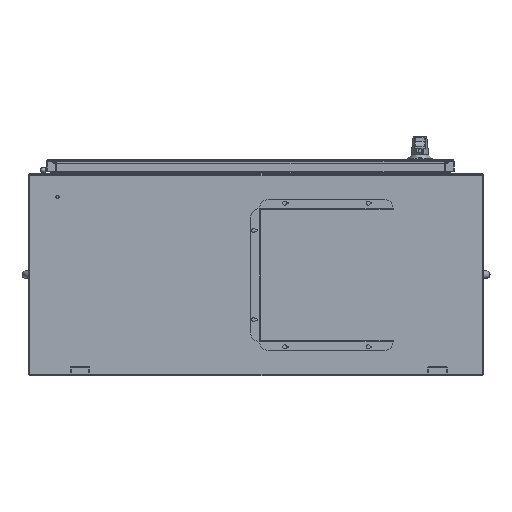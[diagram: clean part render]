
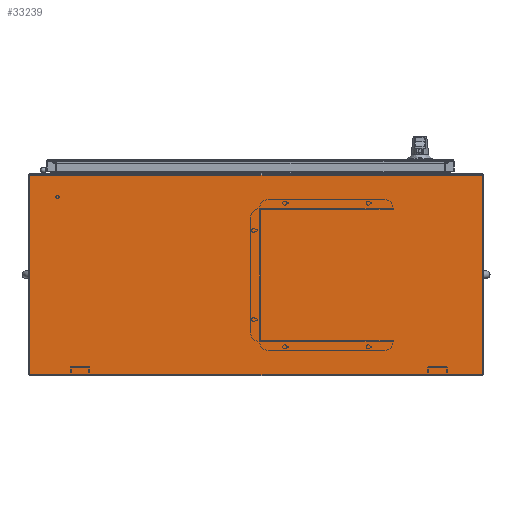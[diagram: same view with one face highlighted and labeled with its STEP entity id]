
A CAD part, front view. The second image highlights one B-rep face of the part: STEP entity #33239.
In plain terms, the highlighted face is planar.
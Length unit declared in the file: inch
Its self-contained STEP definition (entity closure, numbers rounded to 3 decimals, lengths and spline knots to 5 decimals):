
#1235 = FACE_OUTER_BOUND ( 'NONE', #21867, .T. ) ;
#1579 = DIRECTION ( 'NONE',  ( 0., 1., 0. ) ) ;
#2094 = DIRECTION ( 'NONE',  ( 0., 0., 1. ) ) ;
#5760 = DIRECTION ( 'NONE',  ( 0., -1., 0. ) ) ;
#8322 = PLANE ( 'NONE',  #24836 ) ;
#14596 = VECTOR ( 'NONE', #51641, 39.37008 ) ;
#15436 = VERTEX_POINT ( 'NONE', #68825 ) ;
#16323 = VECTOR ( 'NONE', #1579, 39.37008 ) ;
#17138 = CARTESIAN_POINT ( 'NONE',  ( 0., -17.887, -0.095 ) ) ;
#17981 = ORIENTED_EDGE ( 'NONE', *, *, #41764, .F. ) ;
#19447 = LINE ( 'NONE', #39649, #48950 ) ;
#19978 = ORIENTED_EDGE ( 'NONE', *, *, #67401, .F. ) ;
#20955 = CARTESIAN_POINT ( 'NONE',  ( 40.56, -17.887, -0.095 ) ) ;
#21867 = EDGE_LOOP ( 'NONE', ( #19978, #17981, #31989, #66472 ) ) ;
#24836 = AXIS2_PLACEMENT_3D ( 'NONE', #59915, #2094, #25790 ) ;
#25790 = DIRECTION ( 'NONE',  ( 0., -1., 0. ) ) ;
#26550 = CARTESIAN_POINT ( 'NONE',  ( 0., 0., -0.095 ) ) ;
#27117 = LINE ( 'NONE', #40626, #14596 ) ;
#28692 = VERTEX_POINT ( 'NONE', #20955 ) ;
#29753 = LINE ( 'NONE', #17138, #60953 ) ;
#31506 = LINE ( 'NONE', #35454, #16323 ) ;
#31740 = VERTEX_POINT ( 'NONE', #36188 ) ;
#31989 = ORIENTED_EDGE ( 'NONE', *, *, #33642, .F. ) ;
#33239 = ADVANCED_FACE ( 'NONE', ( #1235 ), #8322, .F. ) ;
#33642 = EDGE_CURVE ( 'NONE', #15436, #52527, #27117, .T. ) ;
#35454 = CARTESIAN_POINT ( 'NONE',  ( 40.56, 0., -0.095 ) ) ;
#36188 = CARTESIAN_POINT ( 'NONE',  ( 0., -17.887, -0.095 ) ) ;
#39649 = CARTESIAN_POINT ( 'NONE',  ( 0., 0., -0.095 ) ) ;
#40626 = CARTESIAN_POINT ( 'NONE',  ( 0., 0., -0.095 ) ) ;
#41764 = EDGE_CURVE ( 'NONE', #52527, #31740, #19447, .T. ) ;
#48950 = VECTOR ( 'NONE', #5760, 39.37008 ) ;
#51641 = DIRECTION ( 'NONE',  ( -1., 0., 0. ) ) ;
#52527 = VERTEX_POINT ( 'NONE', #26550 ) ;
#57061 = DIRECTION ( 'NONE',  ( 1., 0., 0. ) ) ;
#59002 = EDGE_CURVE ( 'NONE', #28692, #15436, #31506, .T. ) ;
#59915 = CARTESIAN_POINT ( 'NONE',  ( 0., 0., -0.095 ) ) ;
#60953 = VECTOR ( 'NONE', #57061, 39.37008 ) ;
#66472 = ORIENTED_EDGE ( 'NONE', *, *, #59002, .F. ) ;
#67401 = EDGE_CURVE ( 'NONE', #31740, #28692, #29753, .T. ) ;
#68825 = CARTESIAN_POINT ( 'NONE',  ( 40.56, 0., -0.095 ) ) ;
